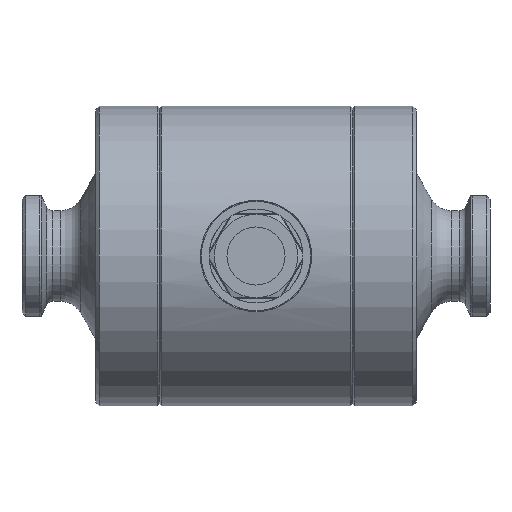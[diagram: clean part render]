
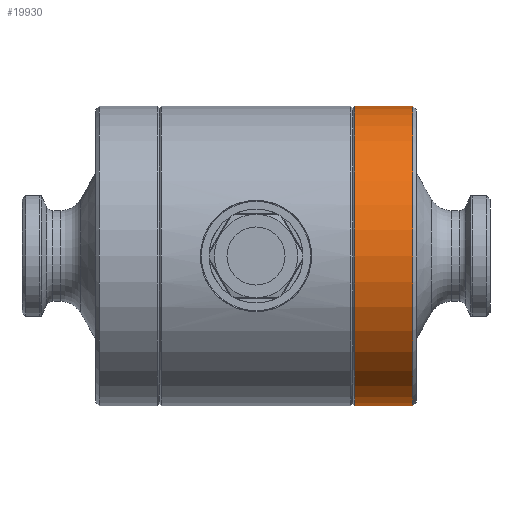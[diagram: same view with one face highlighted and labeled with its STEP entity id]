
A CAD part, front view. The second image highlights one B-rep face of the part: STEP entity #19930.
In plain terms, the highlighted cylindrical face has radius 62.865 mm (diameter 125.73 mm), a partial arc.
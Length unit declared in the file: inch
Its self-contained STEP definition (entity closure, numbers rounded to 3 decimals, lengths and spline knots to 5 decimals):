
#1138 = ORIENTED_EDGE ( 'NONE', *, *, #7305, .F. ) ;
#1398 = DIRECTION ( 'NONE',  ( 1., 0., 0. ) ) ;
#2044 = CARTESIAN_POINT ( 'NONE',  ( 1.63, 0., 0. ) ) ;
#3547 = VERTEX_POINT ( 'NONE', #29265 ) ;
#4390 = EDGE_LOOP ( 'NONE', ( #28103, #5894, #30519, #1138 ) ) ;
#4868 = CYLINDRICAL_SURFACE ( 'NONE', #22382, 2.475 ) ;
#5894 = ORIENTED_EDGE ( 'NONE', *, *, #22345, .T. ) ;
#6126 = FACE_OUTER_BOUND ( 'NONE', #4390, .T. ) ;
#6967 = DIRECTION ( 'NONE',  ( 1., 0., 0. ) ) ;
#7305 = EDGE_CURVE ( 'NONE', #10737, #21028, #11494, .T. ) ;
#7574 = DIRECTION ( 'NONE',  ( 1., 0., 0. ) ) ;
#8046 = CARTESIAN_POINT ( 'NONE',  ( 1.63, 0., -2.475 ) ) ;
#8327 = CARTESIAN_POINT ( 'NONE',  ( 2.59, 0., 0. ) ) ;
#8359 = AXIS2_PLACEMENT_3D ( 'NONE', #2044, #6967, #16416 ) ;
#9600 = CARTESIAN_POINT ( 'NONE',  ( 4.17947, 0., 2.475 ) ) ;
#10126 = DIRECTION ( 'NONE',  ( 0., 0., -1. ) ) ;
#10737 = VERTEX_POINT ( 'NONE', #30217 ) ;
#11494 = CIRCLE ( 'NONE', #15111, 2.475 ) ;
#12548 = LINE ( 'NONE', #9600, #17425 ) ;
#12716 = LINE ( 'NONE', #29905, #22817 ) ;
#15111 = AXIS2_PLACEMENT_3D ( 'NONE', #8327, #24999, #27285 ) ;
#15389 = EDGE_CURVE ( 'NONE', #17700, #21028, #12716, .T. ) ;
#16416 = DIRECTION ( 'NONE',  ( 0., 0., -1. ) ) ;
#17040 = EDGE_CURVE ( 'NONE', #3547, #10737, #12548, .T. ) ;
#17425 = VECTOR ( 'NONE', #7574, 39.37008 ) ;
#17700 = VERTEX_POINT ( 'NONE', #8046 ) ;
#19656 = CARTESIAN_POINT ( 'NONE',  ( 4.17947, 0., 0. ) ) ;
#19930 = ADVANCED_FACE ( 'NONE', ( #6126 ), #4868, .T. ) ;
#21028 = VERTEX_POINT ( 'NONE', #26917 ) ;
#22345 = EDGE_CURVE ( 'NONE', #3547, #17700, #22965, .T. ) ;
#22382 = AXIS2_PLACEMENT_3D ( 'NONE', #19656, #24423, #10126 ) ;
#22817 = VECTOR ( 'NONE', #1398, 39.37008 ) ;
#22965 = CIRCLE ( 'NONE', #8359, 2.475 ) ;
#24423 = DIRECTION ( 'NONE',  ( 1., 0., 0. ) ) ;
#24999 = DIRECTION ( 'NONE',  ( 1., 0., 0. ) ) ;
#26917 = CARTESIAN_POINT ( 'NONE',  ( 2.59, 0., -2.475 ) ) ;
#27285 = DIRECTION ( 'NONE',  ( 0., 0., -1. ) ) ;
#28103 = ORIENTED_EDGE ( 'NONE', *, *, #17040, .F. ) ;
#29265 = CARTESIAN_POINT ( 'NONE',  ( 1.63, 0., 2.475 ) ) ;
#29905 = CARTESIAN_POINT ( 'NONE',  ( 4.17947, 0., -2.475 ) ) ;
#30217 = CARTESIAN_POINT ( 'NONE',  ( 2.59, 0., 2.475 ) ) ;
#30519 = ORIENTED_EDGE ( 'NONE', *, *, #15389, .T. ) ;
